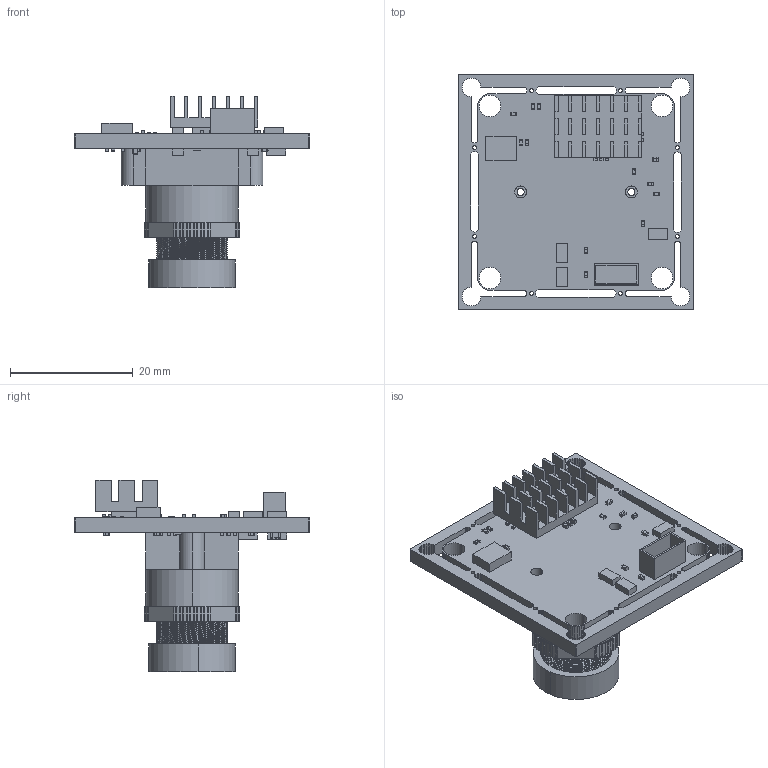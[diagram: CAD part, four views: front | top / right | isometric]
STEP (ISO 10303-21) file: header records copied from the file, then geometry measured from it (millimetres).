
FILE_DESCRIPTION (( 'STEP AP214' ), '1' );
FILE_NAME ('UC-684（1）.STEP', '2020-12-02T10:27:21', ( '' ), ( '' ), 'SwSTEP 2.0', 'SolidWorks 2020', '' );
FILE_SCHEMA (( 'AUTOMOTIVE_DESIGN' ));
Length unit declared in the file: millimetre
Products named in the file (1): UC-684ㄗ1ㄘ
Bounding box: 38.25 x 38.25 x 31.1 mm (x, y, z)
Volume: 6494.7 mm3; surface area: 8416.4 mm2
Topology: 138 solids, 138 shells, 2352 faces, 5757 edges, 3687 vertices
Faces by surface type: plane 1930, cylinder 239, cone 160, bspline 15, sphere 8
Entity records: 99354 total; most frequent: CARTESIAN_POINT 18511, ORIENTED_EDGE 11498, DIRECTION 10562, EDGE_CURVE 5749, VECTOR 4958, LINE 4958, VERTEX_POINT 3687, AXIS2_PLACEMENT_3D 2802
